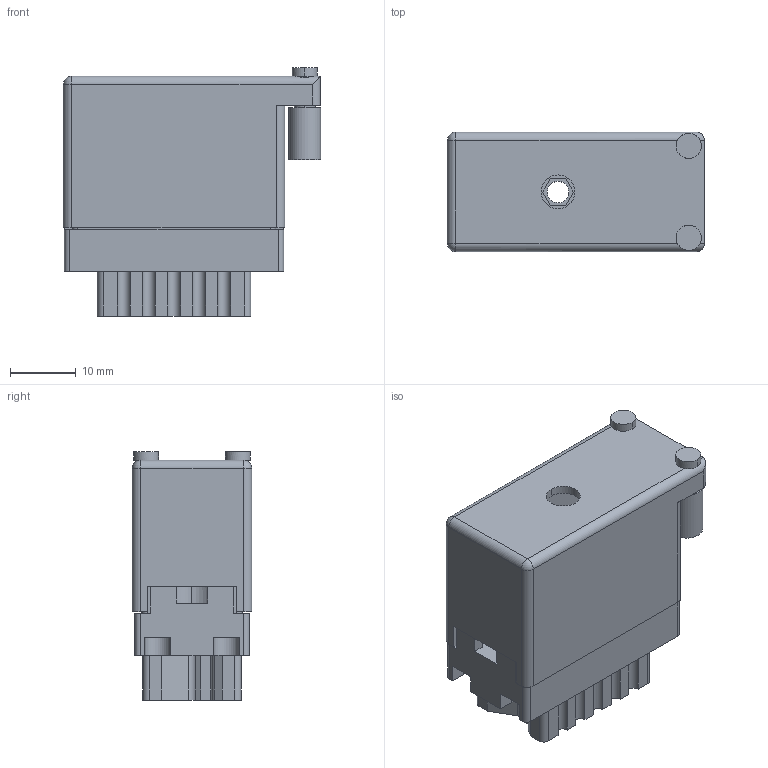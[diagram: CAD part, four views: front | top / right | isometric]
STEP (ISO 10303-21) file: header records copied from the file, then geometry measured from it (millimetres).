
FILE_DESCRIPTION (( 'STEP AP203' ), '1' );
FILE_NAME ('516-020-000-250.STEP', '2020-03-04T15:59:01', ( '' ), ( '' ), 'SwSTEP 2.0', 'SolidWorks 2016', '' );
FILE_SCHEMA (( 'CONFIG_CONTROL_DESIGN' ));
Length unit declared in the file: inch
Products named in the file (3): 516 Part Receptacle_020; 516-230-001_Metal - 020 Side Entry; 516-020-000-250
Assembly tree (2 placements, depth 2):
  516-020-000-250
    516 Part Receptacle_020
    516-230-001_Metal - 020 Side Entry
Bounding box: 39.12 x 18.16 x 37.77 mm (x, y, z)
Volume: 8847.7 mm3; surface area: 14089.1 mm2
Topology: 2 solids, 2 shells, 676 faces, 1971 edges, 1306 vertices
Faces by surface type: plane 450, cylinder 222, cone 2, sphere 2
Entity records: 22818 total; most frequent: CARTESIAN_POINT 3993, ORIENTED_EDGE 3938, DIRECTION 3855, EDGE_CURVE 1969, VECTOR 1435, LINE 1435, VERTEX_POINT 1306, AXIS2_PLACEMENT_3D 1210
